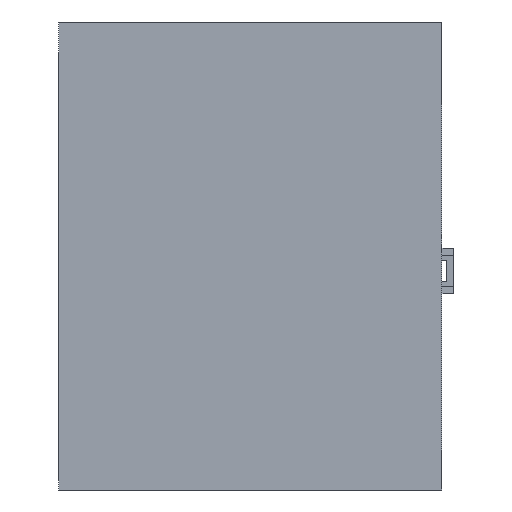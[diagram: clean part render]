
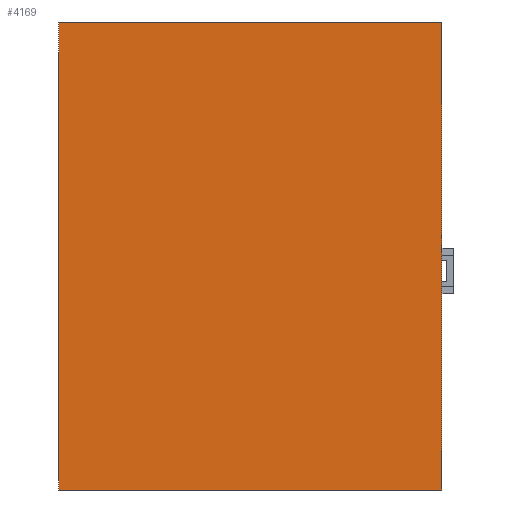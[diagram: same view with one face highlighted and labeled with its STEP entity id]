
A CAD part, left-side view. The second image highlights one B-rep face of the part: STEP entity #4169.
In plain terms, the highlighted planar face has unit normal (-1, 0, 0).
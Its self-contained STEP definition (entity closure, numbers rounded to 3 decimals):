
#1032 = EDGE_CURVE ( 'NONE', #10975, #33812, #15354, .T. ) ;
#1047 = ORIENTED_EDGE ( 'NONE', *, *, #10057, .T. ) ;
#4169 = ADVANCED_FACE ( 'NONE', ( #38277 ), #33171, .F. ) ;
#4317 = VERTEX_POINT ( 'NONE', #40803 ) ;
#5118 = EDGE_CURVE ( 'NONE', #4317, #10975, #16589, .T. ) ;
#5120 = AXIS2_PLACEMENT_3D ( 'NONE', #29924, #36544, #39935 ) ;
#5925 = DIRECTION ( 'NONE',  ( 0., 0., -1. ) ) ;
#7188 = CARTESIAN_POINT ( 'NONE',  ( -60., -63.5, 0. ) ) ;
#8882 = CARTESIAN_POINT ( 'NONE',  ( -60., 63.5, 0. ) ) ;
#10057 = EDGE_CURVE ( 'NONE', #33812, #28017, #13372, .T. ) ;
#10953 = DIRECTION ( 'NONE',  ( 0., 1., 0. ) ) ;
#10975 = VERTEX_POINT ( 'NONE', #36796 ) ;
#13372 = LINE ( 'NONE', #34810, #23896 ) ;
#15354 = LINE ( 'NONE', #7188, #27468 ) ;
#16380 = VECTOR ( 'NONE', #5925, 1000. ) ;
#16477 = EDGE_CURVE ( 'NONE', #28017, #4317, #41113, .T. ) ;
#16589 = LINE ( 'NONE', #38248, #24465 ) ;
#17154 = ORIENTED_EDGE ( 'NONE', *, *, #1032, .T. ) ;
#17364 = DIRECTION ( 'NONE',  ( 0., 0., 1. ) ) ;
#23896 = VECTOR ( 'NONE', #10953, 1000. ) ;
#24465 = VECTOR ( 'NONE', #31604, 1000. ) ;
#27057 = ORIENTED_EDGE ( 'NONE', *, *, #5118, .T. ) ;
#27468 = VECTOR ( 'NONE', #17364, 1000. ) ;
#28017 = VERTEX_POINT ( 'NONE', #30309 ) ;
#28828 = ORIENTED_EDGE ( 'NONE', *, *, #16477, .T. ) ;
#29924 = CARTESIAN_POINT ( 'NONE',  ( -60., 0., 0. ) ) ;
#30309 = CARTESIAN_POINT ( 'NONE',  ( -60., 63.5, 0. ) ) ;
#31604 = DIRECTION ( 'NONE',  ( 0., -1., 0. ) ) ;
#33049 = CARTESIAN_POINT ( 'NONE',  ( -60., -63.5, 0. ) ) ;
#33171 = PLANE ( 'NONE',  #5120 ) ;
#33812 = VERTEX_POINT ( 'NONE', #33049 ) ;
#34810 = CARTESIAN_POINT ( 'NONE',  ( -60., 0., 0. ) ) ;
#36544 = DIRECTION ( 'NONE',  ( 1., 0., 0. ) ) ;
#36796 = CARTESIAN_POINT ( 'NONE',  ( -60., -63.5, -155. ) ) ;
#38248 = CARTESIAN_POINT ( 'NONE',  ( -60., 0., -155. ) ) ;
#38277 = FACE_OUTER_BOUND ( 'NONE', #39735, .T. ) ;
#39735 = EDGE_LOOP ( 'NONE', ( #27057, #17154, #1047, #28828 ) ) ;
#39935 = DIRECTION ( 'NONE',  ( 0., 0., -1. ) ) ;
#40803 = CARTESIAN_POINT ( 'NONE',  ( -60., 63.5, -155. ) ) ;
#41113 = LINE ( 'NONE', #8882, #16380 ) ;
